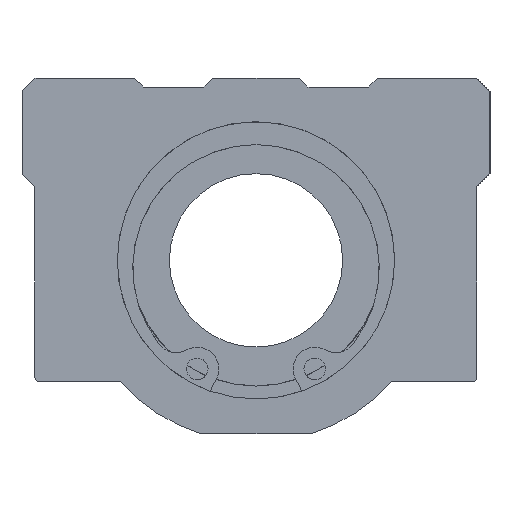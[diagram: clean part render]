
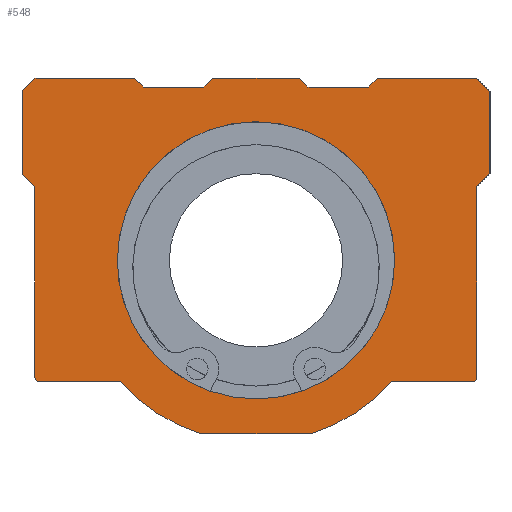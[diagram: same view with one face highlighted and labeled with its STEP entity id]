
A CAD part, left-side view. The second image highlights one B-rep face of the part: STEP entity #548.
In plain terms, the highlighted planar face has unit normal (-1, 0, 0).
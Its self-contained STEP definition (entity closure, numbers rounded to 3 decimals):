
#470=CIRCLE('',#4602,16.);
#483=CIRCLE('',#4628,0.5);
#484=CIRCLE('',#4629,0.5);
#485=CIRCLE('',#4630,21.);
#486=CIRCLE('',#4631,21.);
#548=ADVANCED_FACE('',(#944,#945),#781,.F.);
#781=PLANE('',#4632);
#944=FACE_BOUND('',#1073,.T.);
#945=FACE_BOUND('',#1074,.T.);
#1073=EDGE_LOOP('',(#2339,#2340,#2341,#2342,#2343,#2344,#2345,#2346,#2347,
#2348,#2349,#2350,#2351,#2352,#2353,#2354,#2355,#2356,#2357,#2358,#2359,
#2360,#2361,#2362));
#1074=EDGE_LOOP('',(#2363));
#1323=LINE('',#5934,#1633);
#1363=LINE('',#6367,#1673);
#1410=LINE('',#6811,#1720);
#1416=LINE('',#6825,#1726);
#1419=LINE('',#6830,#1729);
#1422=LINE('',#6836,#1732);
#1423=LINE('',#6838,#1733);
#1426=LINE('',#6844,#1736);
#1442=LINE('',#6886,#1752);
#1443=LINE('',#6890,#1753);
#1444=LINE('',#6892,#1754);
#1445=LINE('',#6894,#1755);
#1446=LINE('',#6896,#1756);
#1447=LINE('',#6898,#1757);
#1448=LINE('',#6899,#1758);
#1449=LINE('',#6901,#1759);
#1450=LINE('',#6903,#1760);
#1451=LINE('',#6905,#1761);
#1452=LINE('',#6907,#1762);
#1453=LINE('',#6911,#1763);
#1633=VECTOR('',#4804,1.);
#1673=VECTOR('',#4846,1.);
#1720=VECTOR('',#5101,1.);
#1726=VECTOR('',#5109,1.);
#1729=VECTOR('',#5114,1.);
#1732=VECTOR('',#5119,1.);
#1733=VECTOR('',#5122,1.);
#1736=VECTOR('',#5127,1.);
#1752=VECTOR('',#5159,1.);
#1753=VECTOR('',#5162,1.);
#1754=VECTOR('',#5163,1.);
#1755=VECTOR('',#5164,1.);
#1756=VECTOR('',#5165,1.);
#1757=VECTOR('',#5166,1.);
#1758=VECTOR('',#5167,1.);
#1759=VECTOR('',#5168,1.);
#1760=VECTOR('',#5169,1.);
#1761=VECTOR('',#5170,1.);
#1762=VECTOR('',#5171,1.);
#1763=VECTOR('',#5176,1.);
#2339=ORIENTED_EDGE('',*,*,#3888,.F.);
#2340=ORIENTED_EDGE('',*,*,#3889,.T.);
#2341=ORIENTED_EDGE('',*,*,#3655,.F.);
#2342=ORIENTED_EDGE('',*,*,#3890,.F.);
#2343=ORIENTED_EDGE('',*,*,#3891,.F.);
#2344=ORIENTED_EDGE('',*,*,#3892,.F.);
#2345=ORIENTED_EDGE('',*,*,#3893,.F.);
#2346=ORIENTED_EDGE('',*,*,#3894,.F.);
#2347=ORIENTED_EDGE('',*,*,#3863,.F.);
#2348=ORIENTED_EDGE('',*,*,#3856,.F.);
#2349=ORIENTED_EDGE('',*,*,#3859,.F.);
#2350=ORIENTED_EDGE('',*,*,#3850,.F.);
#2351=ORIENTED_EDGE('',*,*,#3862,.F.);
#2352=ORIENTED_EDGE('',*,*,#3895,.F.);
#2353=ORIENTED_EDGE('',*,*,#3896,.F.);
#2354=ORIENTED_EDGE('',*,*,#3897,.F.);
#2355=ORIENTED_EDGE('',*,*,#3898,.F.);
#2356=ORIENTED_EDGE('',*,*,#3899,.F.);
#2357=ORIENTED_EDGE('',*,*,#3724,.F.);
#2358=ORIENTED_EDGE('',*,*,#3900,.T.);
#2359=ORIENTED_EDGE('',*,*,#3866,.F.);
#2360=ORIENTED_EDGE('',*,*,#3901,.F.);
#2361=ORIENTED_EDGE('',*,*,#3902,.F.);
#2362=ORIENTED_EDGE('',*,*,#3903,.F.);
#2363=ORIENTED_EDGE('',*,*,#3843,.T.);
#3247=VERTEX_POINT('',#5935);
#3248=VERTEX_POINT('',#5936);
#3316=VERTEX_POINT('',#6366);
#3317=VERTEX_POINT('',#6368);
#3405=VERTEX_POINT('',#6798);
#3406=VERTEX_POINT('',#6812);
#3407=VERTEX_POINT('',#6813);
#3412=VERTEX_POINT('',#6824);
#3413=VERTEX_POINT('',#6826);
#3415=VERTEX_POINT('',#6835);
#3416=VERTEX_POINT('',#6839);
#3418=VERTEX_POINT('',#6845);
#3419=VERTEX_POINT('',#6846);
#3436=VERTEX_POINT('',#6887);
#3437=VERTEX_POINT('',#6888);
#3438=VERTEX_POINT('',#6891);
#3439=VERTEX_POINT('',#6893);
#3440=VERTEX_POINT('',#6895);
#3441=VERTEX_POINT('',#6897);
#3442=VERTEX_POINT('',#6900);
#3443=VERTEX_POINT('',#6902);
#3444=VERTEX_POINT('',#6904);
#3445=VERTEX_POINT('',#6906);
#3446=VERTEX_POINT('',#6910);
#3447=VERTEX_POINT('',#6912);
#3655=EDGE_CURVE('',#3247,#3248,#1323,.T.);
#3724=EDGE_CURVE('',#3316,#3317,#1363,.T.);
#3843=EDGE_CURVE('',#3405,#3405,#470,.T.);
#3850=EDGE_CURVE('',#3406,#3407,#1410,.T.);
#3856=EDGE_CURVE('',#3412,#3413,#1416,.T.);
#3859=EDGE_CURVE('',#3407,#3412,#1419,.T.);
#3862=EDGE_CURVE('',#3415,#3406,#1422,.T.);
#3863=EDGE_CURVE('',#3413,#3416,#1423,.T.);
#3866=EDGE_CURVE('',#3418,#3419,#1426,.T.);
#3888=EDGE_CURVE('',#3436,#3437,#1442,.T.);
#3889=EDGE_CURVE('',#3436,#3248,#483,.T.);
#3890=EDGE_CURVE('',#3438,#3247,#1443,.T.);
#3891=EDGE_CURVE('',#3439,#3438,#1444,.T.);
#3892=EDGE_CURVE('',#3440,#3439,#1445,.T.);
#3893=EDGE_CURVE('',#3441,#3440,#1446,.T.);
#3894=EDGE_CURVE('',#3416,#3441,#1447,.T.);
#3895=EDGE_CURVE('',#3442,#3415,#1448,.T.);
#3896=EDGE_CURVE('',#3443,#3442,#1449,.T.);
#3897=EDGE_CURVE('',#3444,#3443,#1450,.T.);
#3898=EDGE_CURVE('',#3445,#3444,#1451,.T.);
#3899=EDGE_CURVE('',#3317,#3445,#1452,.T.);
#3900=EDGE_CURVE('',#3316,#3419,#484,.T.);
#3901=EDGE_CURVE('',#3446,#3418,#485,.T.);
#3902=EDGE_CURVE('',#3447,#3446,#1453,.T.);
#3903=EDGE_CURVE('',#3437,#3447,#486,.T.);
#4602=AXIS2_PLACEMENT_3D('',#6797,#5075,#5076);
#4628=AXIS2_PLACEMENT_3D('',#6889,#5160,#5161);
#4629=AXIS2_PLACEMENT_3D('',#6908,#5172,#5173);
#4630=AXIS2_PLACEMENT_3D('',#6909,#5174,#5175);
#4631=AXIS2_PLACEMENT_3D('',#6913,#5177,#5178);
#4632=AXIS2_PLACEMENT_3D('',#6914,#5179,#5180);
#4804=DIRECTION('',(0.,0.,-1.));
#4846=DIRECTION('',(0.,0.,1.));
#5075=DIRECTION('',(1.,0.,0.));
#5076=DIRECTION('',(0.,-1.,0.));
#5101=DIRECTION('',(0.,-0.707,0.707));
#5109=DIRECTION('',(0.,-0.707,-0.707));
#5114=DIRECTION('',(0.,-1.,0.));
#5119=DIRECTION('',(0.,-1.,0.));
#5122=DIRECTION('',(0.,-1.,0.));
#5127=DIRECTION('',(0.,1.,0.));
#5159=DIRECTION('',(0.,1.,0.));
#5160=DIRECTION('',(-1.,0.,0.));
#5161=DIRECTION('',(0.,0.,-1.));
#5162=DIRECTION('',(0.,0.707,-0.707));
#5163=DIRECTION('',(0.,0.,-1.));
#5164=DIRECTION('',(0.,-0.707,-0.707));
#5165=DIRECTION('',(0.,-1.,0.));
#5166=DIRECTION('',(0.,-0.707,0.707));
#5167=DIRECTION('',(0.,-0.707,-0.707));
#5168=DIRECTION('',(0.,-1.,0.));
#5169=DIRECTION('',(0.,-0.707,0.707));
#5170=DIRECTION('',(0.,0.,1.));
#5171=DIRECTION('',(0.,0.707,0.707));
#5172=DIRECTION('',(-1.,0.,0.));
#5173=DIRECTION('',(0.,0.,-1.));
#5174=DIRECTION('',(1.,0.,0.));
#5175=DIRECTION('',(0.,0.305,-0.952));
#5176=DIRECTION('',(0.,1.,0.));
#5177=DIRECTION('',(1.,0.,0.));
#5178=DIRECTION('',(0.,0.305,-0.952));
#5179=DIRECTION('',(1.,0.,0.));
#5180=DIRECTION('',(0.,0.,-1.));
#5934=CARTESIAN_POINT('',(0.,-25.5,2.194));
#5935=CARTESIAN_POINT('',(0.,-25.5,8.5));
#5936=CARTESIAN_POINT('',(0.,-25.5,-13.5));
#6366=CARTESIAN_POINT('',(0.,25.5,-13.5));
#6367=CARTESIAN_POINT('',(0.,25.5,-13.));
#6368=CARTESIAN_POINT('',(0.,25.5,8.5));
#6797=CARTESIAN_POINT('',(0.,0.,0.));
#6798=CARTESIAN_POINT('',(0.,16.,0.));
#6811=CARTESIAN_POINT('',(0.,6.,20.));
#6812=CARTESIAN_POINT('',(0.,6.,20.));
#6813=CARTESIAN_POINT('',(0.,5.,21.));
#6824=CARTESIAN_POINT('',(0.,-5.,21.));
#6825=CARTESIAN_POINT('',(0.,-5.,21.));
#6826=CARTESIAN_POINT('',(0.,-6.,20.));
#6830=CARTESIAN_POINT('',(0.,5.,21.));
#6835=CARTESIAN_POINT('',(0.,13.,20.));
#6836=CARTESIAN_POINT('',(0.,13.,20.));
#6838=CARTESIAN_POINT('',(0.,-6.,20.));
#6839=CARTESIAN_POINT('',(0.,-13.,20.));
#6844=CARTESIAN_POINT('',(0.,15.652,-14.));
#6845=CARTESIAN_POINT('',(0.,15.652,-14.));
#6846=CARTESIAN_POINT('',(0.,25.,-14.));
#6886=CARTESIAN_POINT('',(0.,-24.5,-14.));
#6887=CARTESIAN_POINT('',(0.,-25.,-14.));
#6888=CARTESIAN_POINT('',(0.,-15.652,-14.));
#6889=CARTESIAN_POINT('',(0.,-25.,-13.5));
#6890=CARTESIAN_POINT('',(0.,-27.,10.));
#6891=CARTESIAN_POINT('',(0.,-27.,10.));
#6892=CARTESIAN_POINT('',(0.,-27.,19.5));
#6893=CARTESIAN_POINT('',(0.,-27.,19.5));
#6894=CARTESIAN_POINT('',(0.,-25.5,21.));
#6895=CARTESIAN_POINT('',(0.,-25.5,21.));
#6896=CARTESIAN_POINT('',(0.,-14.,21.));
#6897=CARTESIAN_POINT('',(0.,-14.,21.));
#6898=CARTESIAN_POINT('',(0.,-13.,20.));
#6899=CARTESIAN_POINT('',(0.,14.,21.));
#6900=CARTESIAN_POINT('',(0.,14.,21.));
#6901=CARTESIAN_POINT('',(0.,25.5,21.));
#6902=CARTESIAN_POINT('',(0.,25.5,21.));
#6903=CARTESIAN_POINT('',(0.,27.,19.5));
#6904=CARTESIAN_POINT('',(0.,27.,19.5));
#6905=CARTESIAN_POINT('',(0.,27.,10.));
#6906=CARTESIAN_POINT('',(0.,27.,10.));
#6907=CARTESIAN_POINT('',(0.,25.5,8.5));
#6908=CARTESIAN_POINT('',(0.,25.,-13.5));
#6909=CARTESIAN_POINT('',(0.,0.,0.));
#6910=CARTESIAN_POINT('',(0.,6.403,-20.));
#6911=CARTESIAN_POINT('',(0.,-6.403,-20.));
#6912=CARTESIAN_POINT('',(0.,-6.403,-20.));
#6913=CARTESIAN_POINT('',(0.,0.,0.));
#6914=CARTESIAN_POINT('',(0.,0.,2.194));
